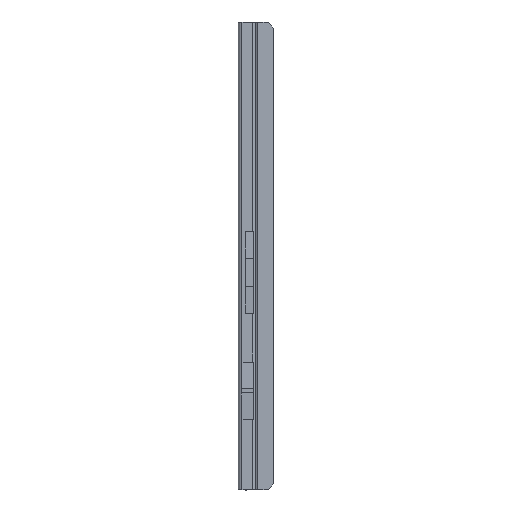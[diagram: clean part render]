
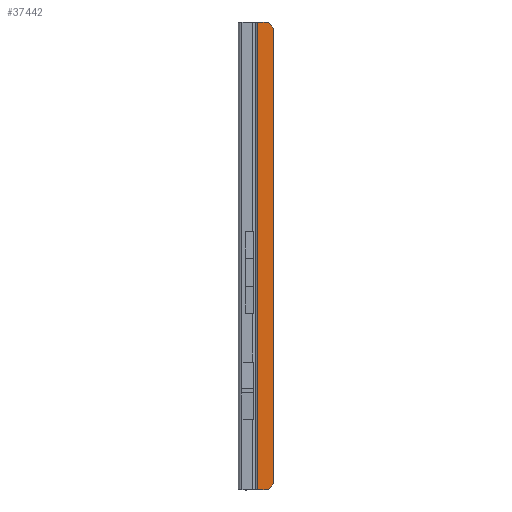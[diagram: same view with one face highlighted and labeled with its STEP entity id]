
A CAD part, front view. The second image highlights one B-rep face of the part: STEP entity #37442.
In plain terms, the highlighted planar face has unit normal (0, -1, 0).
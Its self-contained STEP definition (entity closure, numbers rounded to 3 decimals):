
#325 = CARTESIAN_POINT ( 'NONE',  ( 14.429, -2., -598.828 ) ) ;
#3114 = CARTESIAN_POINT ( 'NONE',  ( 0., -2., -600. ) ) ;
#3326 = CARTESIAN_POINT ( 'NONE',  ( 11.6, -2., -600. ) ) ;
#4827 = LINE ( 'NONE', #46879, #17451 ) ;
#5486 = EDGE_LOOP ( 'NONE', ( #15049, #44375, #25381, #31647, #32638, #32461, #9400, #48981 ) ) ;
#6514 = VERTEX_POINT ( 'NONE', #325 ) ;
#8546 = VECTOR ( 'NONE', #32858, 1000. ) ;
#8617 = LINE ( 'NONE', #19843, #29770 ) ;
#8990 = DIRECTION ( 'NONE',  ( 0., 0., 1. ) ) ;
#9400 = ORIENTED_EDGE ( 'NONE', *, *, #26421, .T. ) ;
#9794 = VERTEX_POINT ( 'NONE', #41987 ) ;
#10319 = PLANE ( 'NONE',  #34172 ) ;
#11516 = AXIS2_PLACEMENT_3D ( 'NONE', #13054, #24315, #20790 ) ;
#12490 = LINE ( 'NONE', #46061, #38230 ) ;
#13054 = CARTESIAN_POINT ( 'NONE',  ( 11.6, -2., -4. ) ) ;
#15049 = ORIENTED_EDGE ( 'NONE', *, *, #19419, .T. ) ;
#15888 = VERTEX_POINT ( 'NONE', #3326 ) ;
#15952 = CARTESIAN_POINT ( 'NONE',  ( 21., -2., -600. ) ) ;
#17064 = VERTEX_POINT ( 'NONE', #25202 ) ;
#17091 = VERTEX_POINT ( 'NONE', #40015 ) ;
#17451 = VECTOR ( 'NONE', #24311, 1000. ) ;
#17816 = CARTESIAN_POINT ( 'NONE',  ( 14.429, -2., -1.172 ) ) ;
#18172 = EDGE_CURVE ( 'NONE', #9794, #34610, #19708, .T. ) ;
#19419 = EDGE_CURVE ( 'NONE', #34610, #41360, #8617, .T. ) ;
#19708 = LINE ( 'NONE', #38547, #28821 ) ;
#19843 = CARTESIAN_POINT ( 'NONE',  ( 14.429, -2., -1.172 ) ) ;
#20790 = DIRECTION ( 'NONE',  ( -1., 0., 0. ) ) ;
#21861 = EDGE_CURVE ( 'NONE', #31454, #15888, #34517, .T. ) ;
#23244 = DIRECTION ( 'NONE',  ( 0., 0., 1. ) ) ;
#24311 = DIRECTION ( 'NONE',  ( -1., 0., 0. ) ) ;
#24315 = DIRECTION ( 'NONE',  ( 0., -1., 0. ) ) ;
#25202 = CARTESIAN_POINT ( 'NONE',  ( 0.5, -2., 0. ) ) ;
#25381 = ORIENTED_EDGE ( 'NONE', *, *, #38607, .T. ) ;
#25841 = LINE ( 'NONE', #29871, #8546 ) ;
#26421 = EDGE_CURVE ( 'NONE', #6514, #9794, #25841, .T. ) ;
#26584 = CARTESIAN_POINT ( 'NONE',  ( 0.5, -2., -600. ) ) ;
#28821 = VECTOR ( 'NONE', #8990, 1000. ) ;
#29770 = VECTOR ( 'NONE', #46693, 1000. ) ;
#29871 = CARTESIAN_POINT ( 'NONE',  ( 14.429, -2., -598.828 ) ) ;
#30051 = DIRECTION ( 'NONE',  ( 1., 0., 0. ) ) ;
#31454 = VERTEX_POINT ( 'NONE', #26584 ) ;
#31647 = ORIENTED_EDGE ( 'NONE', *, *, #37986, .F. ) ;
#32461 = ORIENTED_EDGE ( 'NONE', *, *, #32722, .T. ) ;
#32638 = ORIENTED_EDGE ( 'NONE', *, *, #21861, .T. ) ;
#32722 = EDGE_CURVE ( 'NONE', #15888, #6514, #41762, .T. ) ;
#32858 = DIRECTION ( 'NONE',  ( 0.707, 0., 0.707 ) ) ;
#33141 = CIRCLE ( 'NONE', #11516, 4. ) ;
#34172 = AXIS2_PLACEMENT_3D ( 'NONE', #3114, #41633, #44628 ) ;
#34517 = LINE ( 'NONE', #15952, #37153 ) ;
#34610 = VERTEX_POINT ( 'NONE', #44998 ) ;
#34778 = DIRECTION ( 'NONE',  ( 0., -1., 0. ) ) ;
#34969 = EDGE_CURVE ( 'NONE', #41360, #17091, #33141, .T. ) ;
#36884 = FACE_OUTER_BOUND ( 'NONE', #5486, .T. ) ;
#37153 = VECTOR ( 'NONE', #45538, 1000. ) ;
#37442 = ADVANCED_FACE ( 'NONE', ( #36884 ), #10319, .F. ) ;
#37986 = EDGE_CURVE ( 'NONE', #31454, #17064, #12490, .T. ) ;
#38230 = VECTOR ( 'NONE', #23244, 1000. ) ;
#38547 = CARTESIAN_POINT ( 'NONE',  ( 21., -2., 0. ) ) ;
#38607 = EDGE_CURVE ( 'NONE', #17091, #17064, #4827, .T. ) ;
#40015 = CARTESIAN_POINT ( 'NONE',  ( 11.6, -2., 0. ) ) ;
#40979 = AXIS2_PLACEMENT_3D ( 'NONE', #42058, #34778, #30051 ) ;
#41360 = VERTEX_POINT ( 'NONE', #17816 ) ;
#41633 = DIRECTION ( 'NONE',  ( 0., 1., 0. ) ) ;
#41762 = CIRCLE ( 'NONE', #40979, 4. ) ;
#41987 = CARTESIAN_POINT ( 'NONE',  ( 21., -2., -592.257 ) ) ;
#42058 = CARTESIAN_POINT ( 'NONE',  ( 11.6, -2., -596. ) ) ;
#44375 = ORIENTED_EDGE ( 'NONE', *, *, #34969, .T. ) ;
#44628 = DIRECTION ( 'NONE',  ( -1., 0., 0. ) ) ;
#44998 = CARTESIAN_POINT ( 'NONE',  ( 21., -2., -7.743 ) ) ;
#45538 = DIRECTION ( 'NONE',  ( 1., 0., 0. ) ) ;
#46061 = CARTESIAN_POINT ( 'NONE',  ( 0.5, -2., -600. ) ) ;
#46693 = DIRECTION ( 'NONE',  ( -0.707, 0., 0.707 ) ) ;
#46879 = CARTESIAN_POINT ( 'NONE',  ( 0., -2., 0. ) ) ;
#48981 = ORIENTED_EDGE ( 'NONE', *, *, #18172, .T. ) ;
